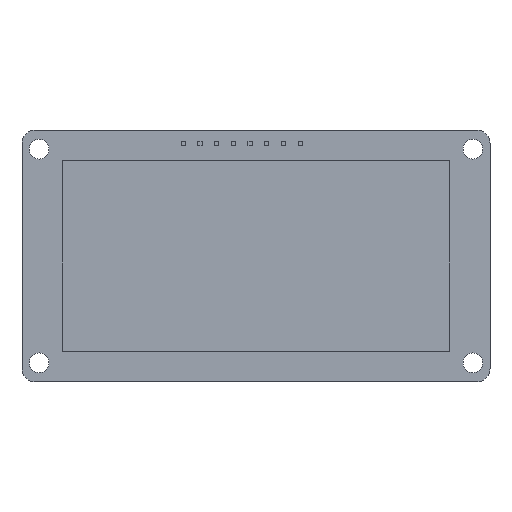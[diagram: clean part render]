
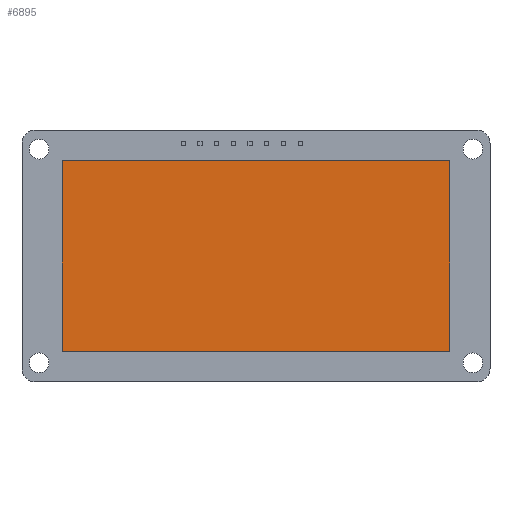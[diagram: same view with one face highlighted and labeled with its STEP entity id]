
A CAD part, top view. The second image highlights one B-rep face of the part: STEP entity #6895.
In plain terms, the highlighted planar face has unit normal (0, 0, 1).
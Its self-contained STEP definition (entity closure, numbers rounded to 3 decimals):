
#6581 = VERTEX_POINT('',#6582);
#6582 = CARTESIAN_POINT('',(-29.5,14.5,2.6));
#6589 = PLANE('',#6590);
#6590 = AXIS2_PLACEMENT_3D('',#6591,#6592,#6593);
#6591 = CARTESIAN_POINT('',(-29.5,14.5,1.6));
#6592 = DIRECTION('',(0.,1.,0.));
#6593 = DIRECTION('',(1.,0.,0.));
#6601 = PLANE('',#6602);
#6602 = AXIS2_PLACEMENT_3D('',#6603,#6604,#6605);
#6603 = CARTESIAN_POINT('',(-29.5,-14.5,1.6));
#6604 = DIRECTION('',(-1.,0.,0.));
#6605 = DIRECTION('',(0.,1.,0.));
#6613 = EDGE_CURVE('',#6581,#6614,#6616,.T.);
#6614 = VERTEX_POINT('',#6615);
#6615 = CARTESIAN_POINT('',(29.5,14.5,2.6));
#6616 = SURFACE_CURVE('',#6617,(#6621,#6628),.PCURVE_S1.);
#6617 = LINE('',#6618,#6619);
#6618 = CARTESIAN_POINT('',(-29.5,14.5,2.6));
#6619 = VECTOR('',#6620,1.);
#6620 = DIRECTION('',(1.,0.,0.));
#6621 = PCURVE('',#6589,#6622);
#6622 = DEFINITIONAL_REPRESENTATION('',(#6623),#6627);
#6623 = LINE('',#6624,#6625);
#6624 = CARTESIAN_POINT('',(0.,-1.));
#6625 = VECTOR('',#6626,1.);
#6626 = DIRECTION('',(1.,0.));
#6627 = ( GEOMETRIC_REPRESENTATION_CONTEXT(2) 
PARAMETRIC_REPRESENTATION_CONTEXT() REPRESENTATION_CONTEXT('2D SPACE',''
  ) );
#6628 = PCURVE('',#6629,#6634);
#6629 = PLANE('',#6630);
#6630 = AXIS2_PLACEMENT_3D('',#6631,#6632,#6633);
#6631 = CARTESIAN_POINT('',(0.,0.,2.6));
#6632 = DIRECTION('',(0.,0.,1.));
#6633 = DIRECTION('',(0.,1.,0.));
#6634 = DEFINITIONAL_REPRESENTATION('',(#6635),#6639);
#6635 = LINE('',#6636,#6637);
#6636 = CARTESIAN_POINT('',(14.5,29.5));
#6637 = VECTOR('',#6638,1.);
#6638 = DIRECTION('',(0.,-1.));
#6639 = ( GEOMETRIC_REPRESENTATION_CONTEXT(2) 
PARAMETRIC_REPRESENTATION_CONTEXT() REPRESENTATION_CONTEXT('2D SPACE',''
  ) );
#6657 = PLANE('',#6658);
#6658 = AXIS2_PLACEMENT_3D('',#6659,#6660,#6661);
#6659 = CARTESIAN_POINT('',(29.5,14.5,1.6));
#6660 = DIRECTION('',(1.,0.,0.));
#6661 = DIRECTION('',(0.,-1.,0.));
#6699 = EDGE_CURVE('',#6614,#6700,#6702,.T.);
#6700 = VERTEX_POINT('',#6701);
#6701 = CARTESIAN_POINT('',(29.5,-14.5,2.6));
#6702 = SURFACE_CURVE('',#6703,(#6707,#6714),.PCURVE_S1.);
#6703 = LINE('',#6704,#6705);
#6704 = CARTESIAN_POINT('',(29.5,14.5,2.6));
#6705 = VECTOR('',#6706,1.);
#6706 = DIRECTION('',(0.,-1.,0.));
#6707 = PCURVE('',#6657,#6708);
#6708 = DEFINITIONAL_REPRESENTATION('',(#6709),#6713);
#6709 = LINE('',#6710,#6711);
#6710 = CARTESIAN_POINT('',(0.,-1.));
#6711 = VECTOR('',#6712,1.);
#6712 = DIRECTION('',(1.,0.));
#6713 = ( GEOMETRIC_REPRESENTATION_CONTEXT(2) 
PARAMETRIC_REPRESENTATION_CONTEXT() REPRESENTATION_CONTEXT('2D SPACE',''
  ) );
#6714 = PCURVE('',#6629,#6715);
#6715 = DEFINITIONAL_REPRESENTATION('',(#6716),#6720);
#6716 = LINE('',#6717,#6718);
#6717 = CARTESIAN_POINT('',(14.5,-29.5));
#6718 = VECTOR('',#6719,1.);
#6719 = DIRECTION('',(-1.,-0.));
#6720 = ( GEOMETRIC_REPRESENTATION_CONTEXT(2) 
PARAMETRIC_REPRESENTATION_CONTEXT() REPRESENTATION_CONTEXT('2D SPACE',''
  ) );
#6738 = PLANE('',#6739);
#6739 = AXIS2_PLACEMENT_3D('',#6740,#6741,#6742);
#6740 = CARTESIAN_POINT('',(29.5,-14.5,1.6));
#6741 = DIRECTION('',(0.,-1.,0.));
#6742 = DIRECTION('',(-1.,0.,0.));
#6775 = EDGE_CURVE('',#6700,#6776,#6778,.T.);
#6776 = VERTEX_POINT('',#6777);
#6777 = CARTESIAN_POINT('',(-29.5,-14.5,2.6));
#6778 = SURFACE_CURVE('',#6779,(#6783,#6790),.PCURVE_S1.);
#6779 = LINE('',#6780,#6781);
#6780 = CARTESIAN_POINT('',(29.5,-14.5,2.6));
#6781 = VECTOR('',#6782,1.);
#6782 = DIRECTION('',(-1.,0.,0.));
#6783 = PCURVE('',#6738,#6784);
#6784 = DEFINITIONAL_REPRESENTATION('',(#6785),#6789);
#6785 = LINE('',#6786,#6787);
#6786 = CARTESIAN_POINT('',(0.,-1.));
#6787 = VECTOR('',#6788,1.);
#6788 = DIRECTION('',(1.,0.));
#6789 = ( GEOMETRIC_REPRESENTATION_CONTEXT(2) 
PARAMETRIC_REPRESENTATION_CONTEXT() REPRESENTATION_CONTEXT('2D SPACE',''
  ) );
#6790 = PCURVE('',#6629,#6791);
#6791 = DEFINITIONAL_REPRESENTATION('',(#6792),#6796);
#6792 = LINE('',#6793,#6794);
#6793 = CARTESIAN_POINT('',(-14.5,-29.5));
#6794 = VECTOR('',#6795,1.);
#6795 = DIRECTION('',(0.,1.));
#6796 = ( GEOMETRIC_REPRESENTATION_CONTEXT(2) 
PARAMETRIC_REPRESENTATION_CONTEXT() REPRESENTATION_CONTEXT('2D SPACE',''
  ) );
#6846 = EDGE_CURVE('',#6776,#6581,#6847,.T.);
#6847 = SURFACE_CURVE('',#6848,(#6852,#6859),.PCURVE_S1.);
#6848 = LINE('',#6849,#6850);
#6849 = CARTESIAN_POINT('',(-29.5,-14.5,2.6));
#6850 = VECTOR('',#6851,1.);
#6851 = DIRECTION('',(0.,1.,0.));
#6852 = PCURVE('',#6601,#6853);
#6853 = DEFINITIONAL_REPRESENTATION('',(#6854),#6858);
#6854 = LINE('',#6855,#6856);
#6855 = CARTESIAN_POINT('',(0.,-1.));
#6856 = VECTOR('',#6857,1.);
#6857 = DIRECTION('',(1.,0.));
#6858 = ( GEOMETRIC_REPRESENTATION_CONTEXT(2) 
PARAMETRIC_REPRESENTATION_CONTEXT() REPRESENTATION_CONTEXT('2D SPACE',''
  ) );
#6859 = PCURVE('',#6629,#6860);
#6860 = DEFINITIONAL_REPRESENTATION('',(#6861),#6865);
#6861 = LINE('',#6862,#6863);
#6862 = CARTESIAN_POINT('',(-14.5,29.5));
#6863 = VECTOR('',#6864,1.);
#6864 = DIRECTION('',(1.,0.));
#6865 = ( GEOMETRIC_REPRESENTATION_CONTEXT(2) 
PARAMETRIC_REPRESENTATION_CONTEXT() REPRESENTATION_CONTEXT('2D SPACE',''
  ) );
#6895 = ADVANCED_FACE('',(#6896),#6629,.T.);
#6896 = FACE_BOUND('',#6897,.F.);
#6897 = EDGE_LOOP('',(#6898,#6899,#6900,#6901));
#6898 = ORIENTED_EDGE('',*,*,#6613,.T.);
#6899 = ORIENTED_EDGE('',*,*,#6699,.T.);
#6900 = ORIENTED_EDGE('',*,*,#6775,.T.);
#6901 = ORIENTED_EDGE('',*,*,#6846,.T.);
